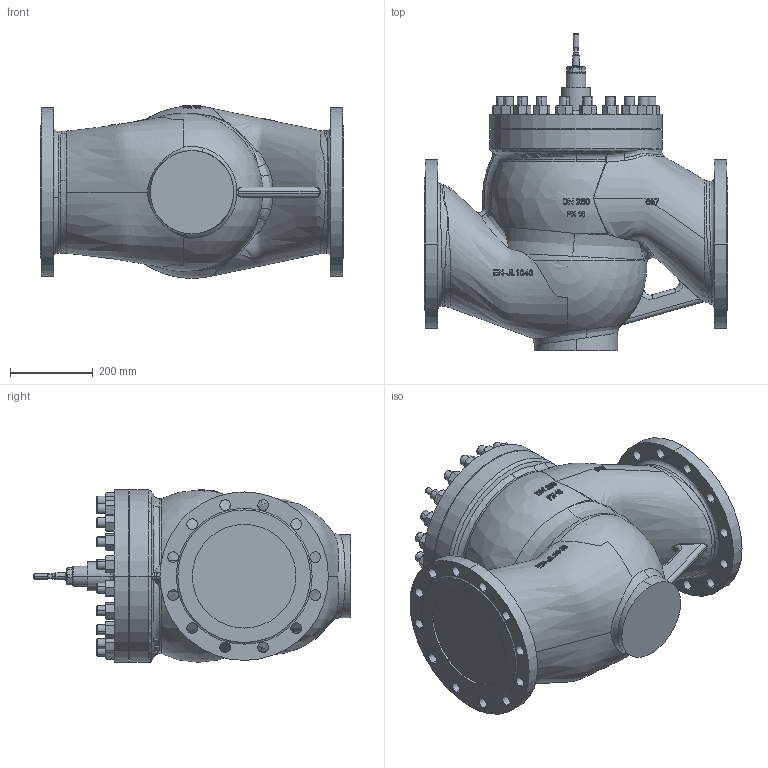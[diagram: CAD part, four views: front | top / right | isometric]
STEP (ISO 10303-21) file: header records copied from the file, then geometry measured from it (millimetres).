
FILE_DESCRIPTION (( 'STEP AP214' ), '1' );
FILE_NAME ('BR216 DN250 Aufnahme HORA_STEP (Defeature).STEP', '2014-11-05T12:54:37', ( 'cwilling' ), ( '' ), 'SwSTEP 2.0', 'SolidWorks 2011', '' );
FILE_SCHEMA (( 'AUTOMOTIVE_DESIGN' ));
Length unit declared in the file: millimetre
Products named in the file (1): BR216 DN250 Aufnahme HORA_STEP (Defeature)
Bounding box: 732.19 x 765.29 x 417.22 mm (x, y, z)
Volume: 92332097.9 mm3; surface area: 1913345.9 mm2
Topology: 1 solids, 2 shells, 1046 faces, 2550 edges, 1590 vertices
Faces by surface type: plane 332, cone 294, bspline 184, cylinder 170, torus 43, sphere 23
Entity records: 315582 total; most frequent: CARTESIAN_POINT 292899, ORIENTED_EDGE 5078, DIRECTION 4071, EDGE_CURVE 2539, AXIS2_PLACEMENT_3D 1731, VERTEX_POINT 1583, EDGE_LOOP 1222, B_SPLINE_CURVE_WITH_KNOTS 1062
